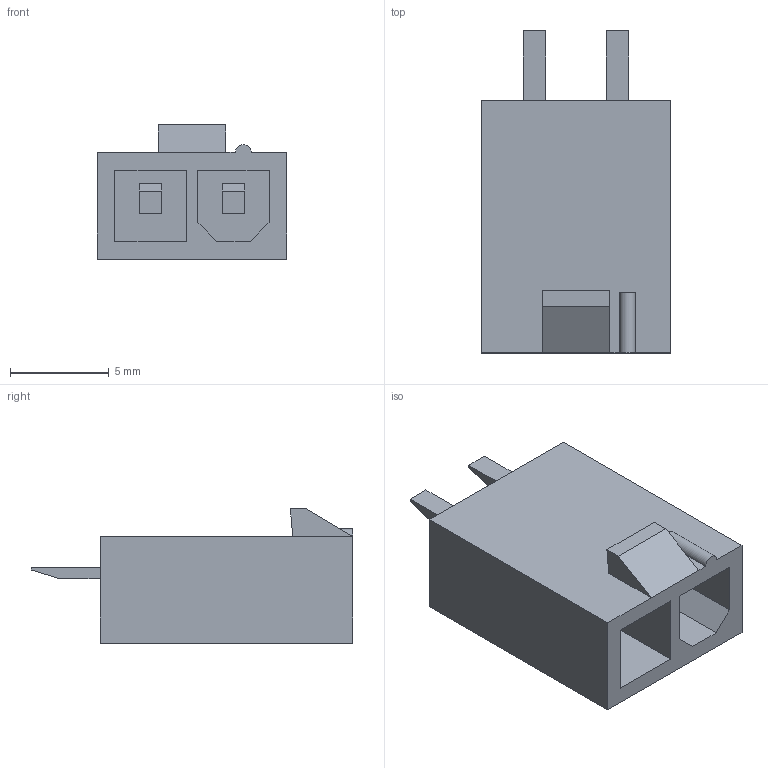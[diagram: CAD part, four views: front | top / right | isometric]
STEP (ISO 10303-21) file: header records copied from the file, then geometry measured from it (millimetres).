
FILE_DESCRIPTION(/* description */ (''),/* implementation_level */ '2;1');
FILE_NAME(/* name */ '1726470102_no_peg.step',/* time_stamp */ '2024-08-07T21:06:54+02:00',/* author */ (''),/* organization */ (''),/* preprocessor_version */ 'ST-DEVELOPER v20',/* originating_system */ 'Autodesk Translation Framework v13.14.0.145',/* authorisation */ '');
FILE_SCHEMA (('AUTOMOTIVE_DESIGN { 1 0 10303 214 3 1 1 }'));
Length unit declared in the file: millimetre
Products named in the file (1): 1726470102wbm000_02
Bounding box: 9.6 x 16.3 x 6.8 mm (x, y, z)
Volume: 464.7 mm3; surface area: 826.1 mm2
Topology: 1 solids, 1 shells, 51 faces, 127 edges, 84 vertices
Faces by surface type: plane 50, cylinder 1
Entity records: 1527 total; most frequent: CARTESIAN_POINT 263, ORIENTED_EDGE 254, DIRECTION 233, EDGE_CURVE 127, LINE 125, VECTOR 125, VERTEX_POINT 84, EDGE_LOOP 57
